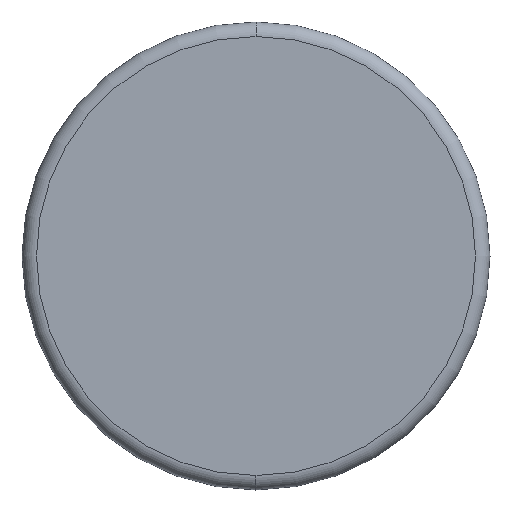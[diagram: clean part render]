
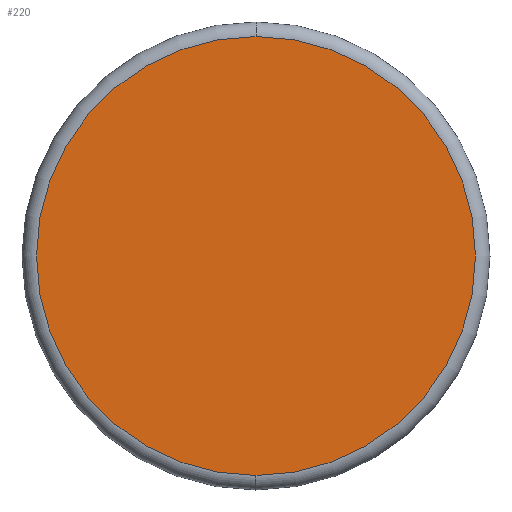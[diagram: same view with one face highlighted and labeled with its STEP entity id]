
A CAD part, left-side view. The second image highlights one B-rep face of the part: STEP entity #220.
In plain terms, the highlighted planar face has unit normal (-1, 0, 0).
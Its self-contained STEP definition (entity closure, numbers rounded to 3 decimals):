
#51 = DIRECTION ( 'NONE',  ( 1., 0., 0. ) ) ;
#100 = CARTESIAN_POINT ( 'NONE',  ( -3., 22.65, 0. ) ) ;
#101 = VERTEX_POINT ( 'NONE', #185 ) ;
#118 = AXIS2_PLACEMENT_3D ( 'NONE', #100, #51, #434 ) ;
#163 = DIRECTION ( 'NONE',  ( 0., 0., 1. ) ) ;
#184 = DIRECTION ( 'NONE',  ( -1., 0., 0. ) ) ;
#185 = CARTESIAN_POINT ( 'NONE',  ( -3., 0., -22.65 ) ) ;
#206 = ORIENTED_EDGE ( 'NONE', *, *, #604, .T. ) ;
#220 = ADVANCED_FACE ( 'NONE', ( #384 ), #285, .F. ) ;
#278 = EDGE_LOOP ( 'NONE', ( #206, #597 ) ) ;
#285 = PLANE ( 'NONE',  #118 ) ;
#311 = DIRECTION ( 'NONE',  ( 0., 0., 1. ) ) ;
#346 = CIRCLE ( 'NONE', #499, 22.65 ) ;
#382 = AXIS2_PLACEMENT_3D ( 'NONE', #551, #184, #311 ) ;
#384 = FACE_OUTER_BOUND ( 'NONE', #278, .T. ) ;
#389 = VERTEX_POINT ( 'NONE', #397 ) ;
#397 = CARTESIAN_POINT ( 'NONE',  ( -3., 0., 22.65 ) ) ;
#434 = DIRECTION ( 'NONE',  ( 0., 0., -1. ) ) ;
#441 = DIRECTION ( 'NONE',  ( -1., 0., 0. ) ) ;
#448 = EDGE_CURVE ( 'NONE', #101, #389, #346, .T. ) ;
#481 = CIRCLE ( 'NONE', #382, 22.65 ) ;
#499 = AXIS2_PLACEMENT_3D ( 'NONE', #590, #441, #163 ) ;
#551 = CARTESIAN_POINT ( 'NONE',  ( -3., 0., 0. ) ) ;
#590 = CARTESIAN_POINT ( 'NONE',  ( -3., 0., 0. ) ) ;
#597 = ORIENTED_EDGE ( 'NONE', *, *, #448, .T. ) ;
#604 = EDGE_CURVE ( 'NONE', #389, #101, #481, .T. ) ;
